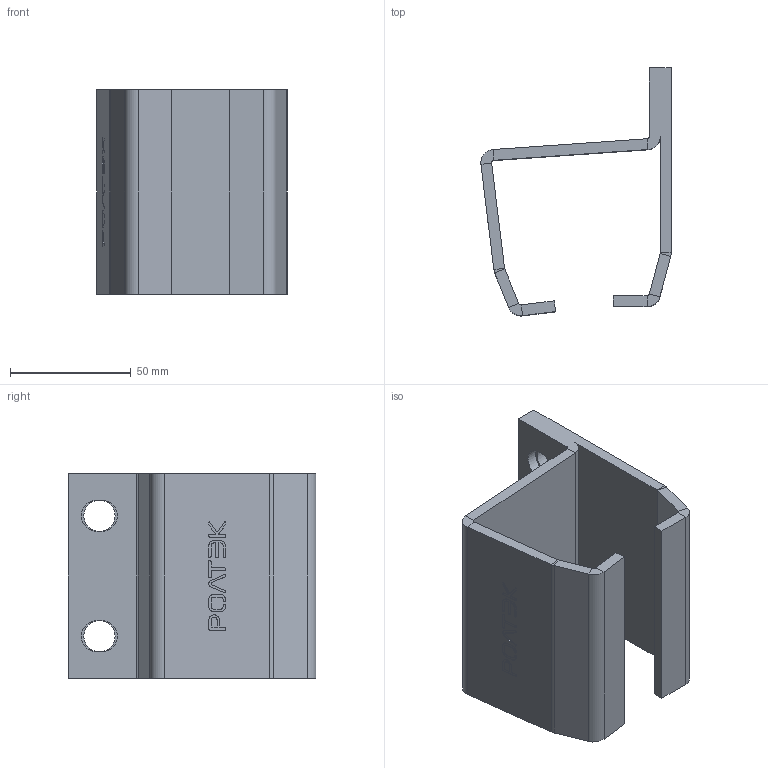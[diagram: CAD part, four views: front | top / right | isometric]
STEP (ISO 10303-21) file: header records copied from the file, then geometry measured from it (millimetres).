
FILE_DESCRIPTION(('STEP AP203'), '1');
FILE_NAME('272.RC59 Çàõâàò RC59 ñ áîêîâûì êðåïëåíèåì', '', ('UNSPECIFIED'), ('UNSPECIFIED'), 'ASCON STEP Converter 1.3', 'ASCON Math Kernel', '');
FILE_SCHEMA(('CONFIG_CONTROL_DESIGN'));
Length unit declared in the file: millimetre
Products named in the file (1): 272.RC59
Bounding box: 78.96 x 102.8 x 85 mm (x, y, z)
Volume: 109859 mm3; surface area: 49640.1 mm2
Topology: 1 solids, 1 shells, 189 faces, 490 edges, 310 vertices
Faces by surface type: plane 114, cylinder 75
Full cylindrical faces by diameter (mm): 13 x2
Entity records: 7290 total; most frequent: DIRECTION 1020, CARTESIAN_POINT 988, ORIENTED_EDGE 976, EDGE_CURVE 488, AXIS2_PLACEMENT_3D 342, LINE 336, VECTOR 336, VERTEX_POINT 310
